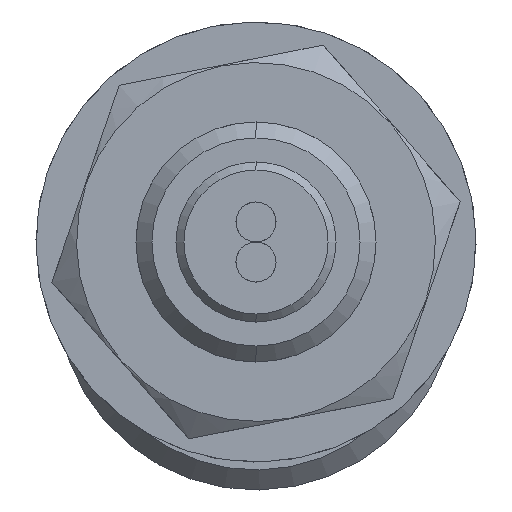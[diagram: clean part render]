
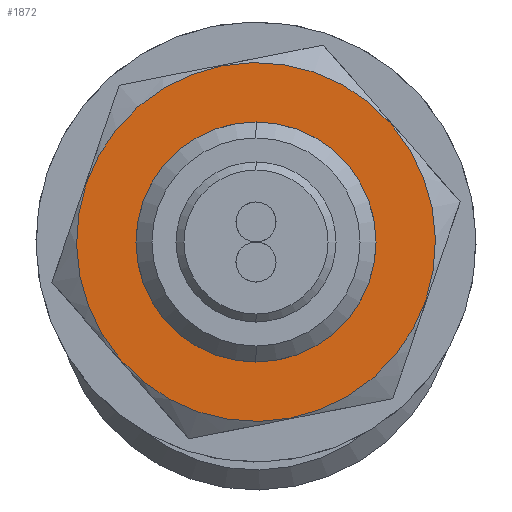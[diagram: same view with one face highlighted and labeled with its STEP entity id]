
A CAD part, left-side view. The second image highlights one B-rep face of the part: STEP entity #1872.
In plain terms, the highlighted planar face has unit normal (-1, 0, 0).
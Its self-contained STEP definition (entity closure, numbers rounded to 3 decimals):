
#36 = EDGE_LOOP ( 'NONE', ( #2194, #1253 ) ) ;
#72 = DIRECTION ( 'NONE',  ( 0., 0., -1. ) ) ;
#79 = DIRECTION ( 'NONE',  ( 1., 0., 0. ) ) ;
#246 = CARTESIAN_POINT ( 'NONE',  ( -1.2, 0., 0. ) ) ;
#261 = CARTESIAN_POINT ( 'NONE',  ( -1.2, 0., 3. ) ) ;
#297 = CIRCLE ( 'NONE', #1170, 3. ) ;
#321 = FACE_BOUND ( 'NONE', #36, .T. ) ;
#362 = CARTESIAN_POINT ( 'NONE',  ( -1.2, 0., 4.486 ) ) ;
#373 = AXIS2_PLACEMENT_3D ( 'NONE', #1827, #1874, #1885 ) ;
#433 = DIRECTION ( 'NONE',  ( 0., 0., 1. ) ) ;
#445 = DIRECTION ( 'NONE',  ( -1., 0., 0. ) ) ;
#452 = CARTESIAN_POINT ( 'NONE',  ( -1.2, 0., 0. ) ) ;
#610 = AXIS2_PLACEMENT_3D ( 'NONE', #246, #79, #72 ) ;
#640 = CIRCLE ( 'NONE', #852, 4.486 ) ;
#852 = AXIS2_PLACEMENT_3D ( 'NONE', #452, #445, #433 ) ;
#868 = FACE_OUTER_BOUND ( 'NONE', #1332, .T. ) ;
#911 = VERTEX_POINT ( 'NONE', #261 ) ;
#943 = CARTESIAN_POINT ( 'NONE',  ( -1.2, 0., -4.486 ) ) ;
#1032 = DIRECTION ( 'NONE',  ( 0., 0., -1. ) ) ;
#1061 = ORIENTED_EDGE ( 'NONE', *, *, #1987, .T. ) ;
#1170 = AXIS2_PLACEMENT_3D ( 'NONE', #1633, #1628, #1603 ) ;
#1233 = CIRCLE ( 'NONE', #610, 3. ) ;
#1253 = ORIENTED_EDGE ( 'NONE', *, *, #2257, .T. ) ;
#1308 = ORIENTED_EDGE ( 'NONE', *, *, #1414, .T. ) ;
#1332 = EDGE_LOOP ( 'NONE', ( #1061, #1308 ) ) ;
#1414 = EDGE_CURVE ( 'NONE', #1841, #1839, #1597, .T. ) ;
#1484 = AXIS2_PLACEMENT_3D ( 'NONE', #1541, #1518, #1032 ) ;
#1518 = DIRECTION ( 'NONE',  ( 1., 0., 0. ) ) ;
#1541 = CARTESIAN_POINT ( 'NONE',  ( -1.2, 0., 0. ) ) ;
#1597 = CIRCLE ( 'NONE', #373, 4.486 ) ;
#1603 = DIRECTION ( 'NONE',  ( 0., 0., -1. ) ) ;
#1628 = DIRECTION ( 'NONE',  ( 1., 0., 0. ) ) ;
#1633 = CARTESIAN_POINT ( 'NONE',  ( -1.2, 0., 0. ) ) ;
#1700 = PLANE ( 'NONE',  #1484 ) ;
#1737 = VERTEX_POINT ( 'NONE', #1761 ) ;
#1761 = CARTESIAN_POINT ( 'NONE',  ( -1.2, 0., -3. ) ) ;
#1827 = CARTESIAN_POINT ( 'NONE',  ( -1.2, 0., 0. ) ) ;
#1839 = VERTEX_POINT ( 'NONE', #362 ) ;
#1841 = VERTEX_POINT ( 'NONE', #943 ) ;
#1872 = ADVANCED_FACE ( 'NONE', ( #321, #868 ), #1700, .F. ) ;
#1874 = DIRECTION ( 'NONE',  ( -1., 0., 0. ) ) ;
#1885 = DIRECTION ( 'NONE',  ( 0., 0., 1. ) ) ;
#1987 = EDGE_CURVE ( 'NONE', #1839, #1841, #640, .T. ) ;
#2009 = EDGE_CURVE ( 'NONE', #911, #1737, #1233, .T. ) ;
#2194 = ORIENTED_EDGE ( 'NONE', *, *, #2009, .T. ) ;
#2257 = EDGE_CURVE ( 'NONE', #1737, #911, #297, .T. ) ;
